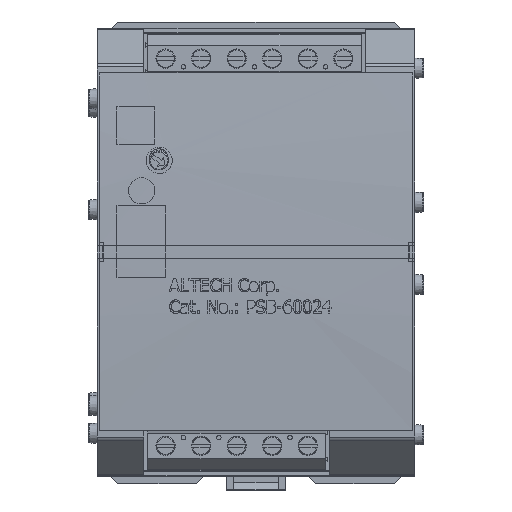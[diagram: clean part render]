
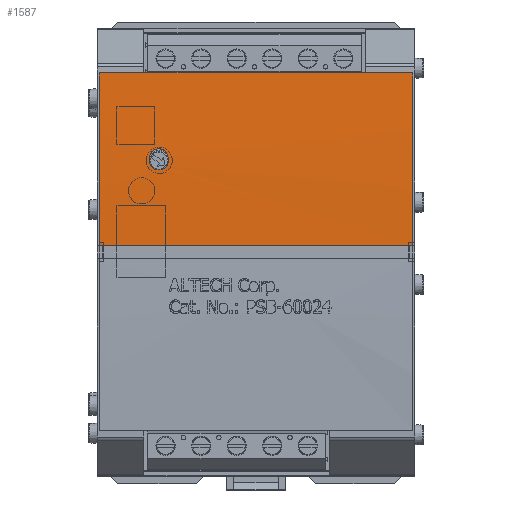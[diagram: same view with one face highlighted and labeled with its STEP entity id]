
A CAD part, top view. The second image highlights one B-rep face of the part: STEP entity #1587.
In plain terms, the highlighted cylindrical face has radius 602.702 mm (diameter 1205.4 mm), a partial arc.
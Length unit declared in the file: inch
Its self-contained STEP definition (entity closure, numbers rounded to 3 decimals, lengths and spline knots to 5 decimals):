
#1151=CARTESIAN_POINT('',(-1.12169,0.97123,5.56938));
#1152=VERTEX_POINT('',#1151);
#1193=CARTESIAN_POINT('',(-0.92667,0.97985,5.56905));
#1194=VERTEX_POINT('',#1193);
#1201=CARTESIAN_POINT('',(-1.02474,1.08662,5.56469));
#1202=VERTEX_POINT('',#1201);
#1203=CARTESIAN_POINT('',(-1.02474,1.08662,5.56469));
#1204=CARTESIAN_POINT('',(-1.01238,1.08662,5.56469));
#1205=CARTESIAN_POINT('',(-0.9992,1.08415,5.5648));
#1206=CARTESIAN_POINT('',(-0.97496,1.0741,5.56523));
#1207=CARTESIAN_POINT('',(-0.96389,1.06653,5.56555));
#1208=CARTESIAN_POINT('',(-0.94641,1.04906,5.56628));
#1209=CARTESIAN_POINT('',(-0.93883,1.03799,5.56674));
#1210=CARTESIAN_POINT('',(-0.92879,1.01373,5.56772));
#1211=CARTESIAN_POINT('',(-0.92632,1.00055,5.56824));
#1212=CARTESIAN_POINT('',(-0.92632,0.98545,5.56883));
#1213=CARTESIAN_POINT('',(-0.92643,0.98266,5.56894));
#1214=CARTESIAN_POINT('',(-0.92667,0.97985,5.56905));
#1215=B_SPLINE_CURVE_WITH_KNOTS('',3,(#1203,#1204,#1205,#1206,#1207,#1208,#1209,#1210,#1211,#1212,#1213,#1214),.UNSPECIFIED.,.F.,.U.,(4,2,2,2,2,4),(-1.50732,-1.41315,-1.31898,-1.22473,-1.13047,-1.10954),.UNSPECIFIED.);
#1216=EDGE_CURVE('',#1202,#1194,#1215,.T.);
#1218=CARTESIAN_POINT('',(-1.12169,0.97123,5.56938));
#1219=CARTESIAN_POINT('',(-1.12269,0.97693,5.56916));
#1220=CARTESIAN_POINT('',(-1.12317,0.98265,5.56894));
#1221=CARTESIAN_POINT('',(-1.12317,1.00055,5.56824));
#1222=CARTESIAN_POINT('',(-1.1207,1.01373,5.56772));
#1223=CARTESIAN_POINT('',(-1.11065,1.03799,5.56674));
#1224=CARTESIAN_POINT('',(-1.10307,1.04906,5.56628));
#1225=CARTESIAN_POINT('',(-1.08559,1.06653,5.56555));
#1226=CARTESIAN_POINT('',(-1.07453,1.0741,5.56523));
#1227=CARTESIAN_POINT('',(-1.05028,1.08415,5.5648));
#1228=CARTESIAN_POINT('',(-1.0371,1.08662,5.56469));
#1229=CARTESIAN_POINT('',(-1.02474,1.08662,5.56469));
#1230=B_SPLINE_CURVE_WITH_KNOTS('',3,(#1218,#1219,#1220,#1221,#1222,#1223,#1224,#1225,#1226,#1227,#1228,#1229),.UNSPECIFIED.,.F.,.U.,(4,2,2,2,2,4),(-0.41912,-0.37684,-0.28259,-0.18834,-0.09417,0.0),.UNSPECIFIED.);
#1231=EDGE_CURVE('',#1152,#1202,#1230,.T.);
#1474=CARTESIAN_POINT('',(-1.65354,0.06693,5.58661));
#1475=VERTEX_POINT('',#1474);
#1492=CARTESIAN_POINT('',(1.65146,0.06693,5.58661));
#1493=VERTEX_POINT('',#1492);
#1500=CARTESIAN_POINT('',(1.65146,0.06693,5.58661));
#1501=DIRECTION('',(-1.0,0.0,0.0));
#1502=VECTOR('',#1501,3.305);
#1503=LINE('',#1500,#1502);
#1504=EDGE_CURVE('',#1493,#1475,#1503,.T.);
#1509=CARTESIAN_POINT('',(0.,0.06693,-18.14183));
#1510=DIRECTION('',(1.0,0.0,0.0));
#1511=DIRECTION('',(0.0,0.079,0.997));
#1512=AXIS2_PLACEMENT_3D('',#1509,#1510,#1511);
#1513=CYLINDRICAL_SURFACE('',#1512,23.72844);
#1514=CARTESIAN_POINT('',(-1.65354,1.88634,5.51676));
#1515=VERTEX_POINT('',#1514);
#1516=CARTESIAN_POINT('',(-1.65354,0.06693,-18.14183));
#1517=DIRECTION('',(1.0,0.0,0.0));
#1518=DIRECTION('',(0.0,0.079,0.997));
#1519=AXIS2_PLACEMENT_3D('',#1516,#1517,#1518);
#1520=CIRCLE('',#1519,23.72844);
#1521=EDGE_CURVE('',#1515,#1475,#1520,.T.);
#1522=ORIENTED_EDGE('',*,*,#1521,.T.);
#1523=ORIENTED_EDGE('',*,*,#1504,.F.);
#1524=CARTESIAN_POINT('',(1.65146,1.88634,5.51676));
#1525=VERTEX_POINT('',#1524);
#1526=CARTESIAN_POINT('',(1.65146,0.06693,-18.14183));
#1527=DIRECTION('',(-1.0,0.0,0.0));
#1528=DIRECTION('',(0.0,0.079,0.997));
#1529=AXIS2_PLACEMENT_3D('',#1526,#1527,#1528);
#1530=CIRCLE('',#1529,23.72844);
#1531=EDGE_CURVE('',#1493,#1525,#1530,.T.);
#1532=ORIENTED_EDGE('',*,*,#1531,.T.);
#1533=CARTESIAN_POINT('',(1.15354,1.88634,5.51676));
#1534=VERTEX_POINT('',#1533);
#1535=CARTESIAN_POINT('',(1.65146,1.88634,5.51676));
#1536=DIRECTION('',(-1.0,0.0,0.0));
#1537=VECTOR('',#1536,0.49791);
#1538=LINE('',#1535,#1537);
#1539=EDGE_CURVE('',#1525,#1534,#1538,.T.);
#1540=ORIENTED_EDGE('',*,*,#1539,.T.);
#1541=CARTESIAN_POINT('',(-1.1811,1.88634,5.51676));
#1542=VERTEX_POINT('',#1541);
#1543=CARTESIAN_POINT('',(1.15354,1.88634,5.51676));
#1544=DIRECTION('',(-1.0,0.0,0.0));
#1545=VECTOR('',#1544,2.33465);
#1546=LINE('',#1543,#1545);
#1547=EDGE_CURVE('',#1534,#1542,#1546,.T.);
#1548=ORIENTED_EDGE('',*,*,#1547,.T.);
#1549=CARTESIAN_POINT('',(-1.1811,1.88634,5.51676));
#1550=DIRECTION('',(-1.0,0.0,0.0));
#1551=VECTOR('',#1550,0.47244);
#1552=LINE('',#1549,#1551);
#1553=EDGE_CURVE('',#1542,#1515,#1552,.T.);
#1554=ORIENTED_EDGE('',*,*,#1553,.T.);
#1555=EDGE_LOOP('',(#1522,#1523,#1532,#1540,#1548,#1554));
#1556=FACE_OUTER_BOUND('',#1555,.T.);
#1557=CARTESIAN_POINT('',(-1.12169,0.97123,5.56938));
#1558=CARTESIAN_POINT('',(-1.12193,0.96842,5.56948));
#1559=CARTESIAN_POINT('',(-1.12205,0.96563,5.56959));
#1560=CARTESIAN_POINT('',(-1.12205,0.95053,5.57016));
#1561=CARTESIAN_POINT('',(-1.11958,0.93735,5.57065));
#1562=CARTESIAN_POINT('',(-1.10953,0.9131,5.57153));
#1563=CARTESIAN_POINT('',(-1.10195,0.90203,5.57192));
#1564=CARTESIAN_POINT('',(-1.08447,0.88455,5.57253));
#1565=CARTESIAN_POINT('',(-1.07341,0.87698,5.57278));
#1566=CARTESIAN_POINT('',(-1.04916,0.86693,5.57312));
#1567=CARTESIAN_POINT('',(-1.03598,0.86446,5.57321));
#1568=CARTESIAN_POINT('',(-1.02362,0.86446,5.57321));
#1569=CARTESIAN_POINT('',(-1.01126,0.86446,5.57321));
#1570=CARTESIAN_POINT('',(-0.99808,0.86693,5.57312));
#1571=CARTESIAN_POINT('',(-0.97384,0.87698,5.57278));
#1572=CARTESIAN_POINT('',(-0.96277,0.88455,5.57253));
#1573=CARTESIAN_POINT('',(-0.94529,0.90203,5.57192));
#1574=CARTESIAN_POINT('',(-0.93771,0.9131,5.57153));
#1575=CARTESIAN_POINT('',(-0.92767,0.93735,5.57065));
#1576=CARTESIAN_POINT('',(-0.9252,0.95053,5.57016));
#1577=CARTESIAN_POINT('',(-0.9252,0.96843,5.56948));
#1578=CARTESIAN_POINT('',(-0.92567,0.97415,5.56927));
#1579=CARTESIAN_POINT('',(-0.92667,0.97985,5.56905));
#1580=B_SPLINE_CURVE_WITH_KNOTS('',3,(#1557,#1558,#1559,#1560,#1561,#1562,#1563,#1564,#1565,#1566,#1567,#1568,#1569,#1570,#1571,#1572,#1573,#1574,#1575,#1576,#1577,#1578,#1579),.UNSPECIFIED.,.F.,.U.,(4,2,2,2,2,3,2,2,2,2,4),(1.10955,1.13048,1.22471,1.31895,1.41312,1.50729,1.60145,1.69562,1.78986,1.8841,1.92637),.UNSPECIFIED.);
#1581=EDGE_CURVE('',#1152,#1194,#1580,.T.);
#1582=ORIENTED_EDGE('',*,*,#1581,.F.);
#1583=ORIENTED_EDGE('',*,*,#1231,.T.);
#1584=ORIENTED_EDGE('',*,*,#1216,.T.);
#1585=EDGE_LOOP('',(#1582,#1583,#1584));
#1586=FACE_BOUND('',#1585,.T.);
#1587=ADVANCED_FACE('',(#1556,#1586),#1513,.T.);
